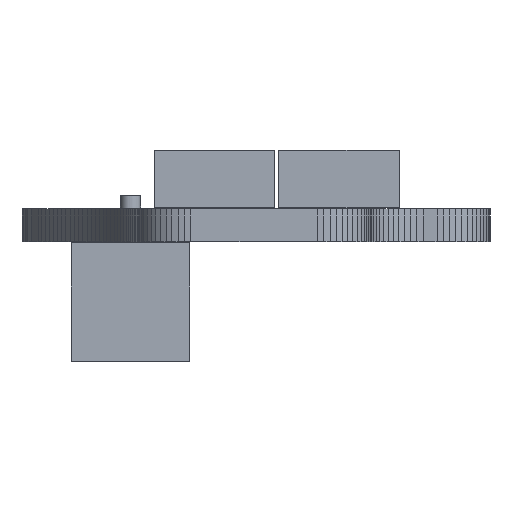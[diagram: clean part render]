
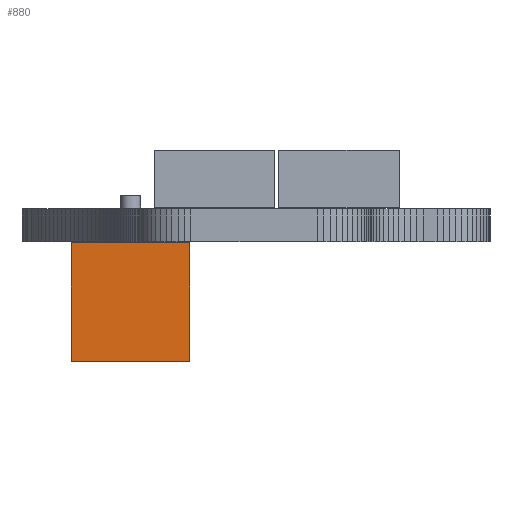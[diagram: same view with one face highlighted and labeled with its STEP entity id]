
A CAD part, front view. The second image highlights one B-rep face of the part: STEP entity #880.
In plain terms, the highlighted free-form (B-spline) face has degree [1, 1] with [2, 2] control points.
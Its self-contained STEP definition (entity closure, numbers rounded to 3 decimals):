
#730 = B_SPLINE_SURFACE_WITH_KNOTS('',1,1,(
    (#731,#732)
    ,(#733,#734
    )),.UNSPECIFIED.,.F.,.F.,.F.,(2,2),(2,2),(0.,2.024),(-2.28,0.),
  .PIECEWISE_BEZIER_KNOTS.);
#731 = CARTESIAN_POINT('',(-2.887,4.899,5.791));
#732 = CARTESIAN_POINT('',(-2.887,4.899,0.));
#733 = CARTESIAN_POINT('',(-2.887,-0.242,5.791));
#734 = CARTESIAN_POINT('',(-2.887,-0.242,0.));
#755 = B_SPLINE_SURFACE_WITH_KNOTS('',1,1,(
    (#756,#757)
    ,(#758,#759
    )),.UNSPECIFIED.,.F.,.F.,.F.,(2,2),(2,2),(-1.138,1.138),(
    -1.012,1.012),.PIECEWISE_BEZIER_KNOTS.);
#756 = CARTESIAN_POINT('',(-2.887,-0.242,5.791));
#757 = CARTESIAN_POINT('',(-2.887,4.899,5.791));
#758 = CARTESIAN_POINT('',(2.895,-0.242,5.791));
#759 = CARTESIAN_POINT('',(2.895,4.899,5.791));
#780 = B_SPLINE_SURFACE_WITH_KNOTS('',1,1,(
    (#781,#782)
    ,(#783,#784
    )),.UNSPECIFIED.,.F.,.F.,.F.,(2,2),(2,2),(0.,2.024),(-2.28,0.),
  .PIECEWISE_BEZIER_KNOTS.);
#781 = CARTESIAN_POINT('',(2.895,-0.242,5.791));
#782 = CARTESIAN_POINT('',(2.895,-0.242,0.));
#783 = CARTESIAN_POINT('',(2.895,4.899,5.791));
#784 = CARTESIAN_POINT('',(2.895,4.899,0.));
#803 = B_SPLINE_SURFACE_WITH_KNOTS('',1,1,(
    (#804,#805)
    ,(#806,#807
    )),.UNSPECIFIED.,.F.,.F.,.F.,(2,2),(2,2),(-1.138,1.138),(
    -1.012,1.012),.PIECEWISE_BEZIER_KNOTS.);
#804 = CARTESIAN_POINT('',(-2.887,-0.242,0.));
#805 = CARTESIAN_POINT('',(-2.887,4.899,0.));
#806 = CARTESIAN_POINT('',(2.895,-0.242,0.));
#807 = CARTESIAN_POINT('',(2.895,4.899,0.));
#819 = VERTEX_POINT('',#820);
#820 = CARTESIAN_POINT('',(2.895,4.899,5.791));
#838 = EDGE_CURVE('',#839,#819,#841,.T.);
#839 = VERTEX_POINT('',#840);
#840 = CARTESIAN_POINT('',(2.895,4.899,0.));
#841 = SURFACE_CURVE('',#842,(#845,#851),.PCURVE_S1.);
#842 = B_SPLINE_CURVE_WITH_KNOTS('',1,(#843,#844),.UNSPECIFIED.,.F.,.F.,
  (2,2),(0.,2.28),.PIECEWISE_BEZIER_KNOTS.);
#843 = CARTESIAN_POINT('',(2.895,4.899,0.));
#844 = CARTESIAN_POINT('',(2.895,4.899,5.791));
#845 = PCURVE('',#780,#846);
#846 = DEFINITIONAL_REPRESENTATION('',(#847),#850);
#847 = B_SPLINE_CURVE_WITH_KNOTS('',1,(#848,#849),.UNSPECIFIED.,.F.,.F.,
  (2,2),(0.,2.28),.PIECEWISE_BEZIER_KNOTS.);
#848 = CARTESIAN_POINT('',(2.024,0.));
#849 = CARTESIAN_POINT('',(2.024,-2.28));
#850 = ( GEOMETRIC_REPRESENTATION_CONTEXT(2) 
PARAMETRIC_REPRESENTATION_CONTEXT() REPRESENTATION_CONTEXT('2D SPACE',''
  ) );
#851 = PCURVE('',#852,#857);
#852 = B_SPLINE_SURFACE_WITH_KNOTS('',1,1,(
    (#853,#854)
    ,(#855,#856
    )),.UNSPECIFIED.,.F.,.F.,.F.,(2,2),(2,2),(0.,2.276),(-2.28,0.),
  .PIECEWISE_BEZIER_KNOTS.);
#853 = CARTESIAN_POINT('',(2.895,4.899,5.791));
#854 = CARTESIAN_POINT('',(2.895,4.899,0.));
#855 = CARTESIAN_POINT('',(-2.887,4.899,5.791));
#856 = CARTESIAN_POINT('',(-2.887,4.899,0.));
#857 = DEFINITIONAL_REPRESENTATION('',(#858),#861);
#858 = B_SPLINE_CURVE_WITH_KNOTS('',1,(#859,#860),.UNSPECIFIED.,.F.,.F.,
  (2,2),(0.,2.28),.PIECEWISE_BEZIER_KNOTS.);
#859 = CARTESIAN_POINT('',(0.,0.));
#860 = CARTESIAN_POINT('',(0.,-2.28));
#861 = ( GEOMETRIC_REPRESENTATION_CONTEXT(2) 
PARAMETRIC_REPRESENTATION_CONTEXT() REPRESENTATION_CONTEXT('2D SPACE',''
  ) );
#880 = ADVANCED_FACE('',(#881),#852,.F.);
#881 = FACE_BOUND('',#882,.F.);
#882 = EDGE_LOOP('',(#883,#884,#904,#924));
#883 = ORIENTED_EDGE('',*,*,#838,.T.);
#884 = ORIENTED_EDGE('',*,*,#885,.T.);
#885 = EDGE_CURVE('',#819,#886,#888,.T.);
#886 = VERTEX_POINT('',#887);
#887 = CARTESIAN_POINT('',(-2.887,4.899,5.791));
#888 = SURFACE_CURVE('',#889,(#892,#898),.PCURVE_S1.);
#889 = B_SPLINE_CURVE_WITH_KNOTS('',1,(#890,#891),.UNSPECIFIED.,.F.,.F.,
  (2,2),(0.,2.276),.PIECEWISE_BEZIER_KNOTS.);
#890 = CARTESIAN_POINT('',(2.895,4.899,5.791));
#891 = CARTESIAN_POINT('',(-2.887,4.899,5.791));
#892 = PCURVE('',#852,#893);
#893 = DEFINITIONAL_REPRESENTATION('',(#894),#897);
#894 = B_SPLINE_CURVE_WITH_KNOTS('',1,(#895,#896),.UNSPECIFIED.,.F.,.F.,
  (2,2),(0.,2.276),.PIECEWISE_BEZIER_KNOTS.);
#895 = CARTESIAN_POINT('',(0.,-2.28));
#896 = CARTESIAN_POINT('',(2.276,-2.28));
#897 = ( GEOMETRIC_REPRESENTATION_CONTEXT(2) 
PARAMETRIC_REPRESENTATION_CONTEXT() REPRESENTATION_CONTEXT('2D SPACE',''
  ) );
#898 = PCURVE('',#755,#899);
#899 = DEFINITIONAL_REPRESENTATION('',(#900),#903);
#900 = B_SPLINE_CURVE_WITH_KNOTS('',1,(#901,#902),.UNSPECIFIED.,.F.,.F.,
  (2,2),(0.,2.276),.PIECEWISE_BEZIER_KNOTS.);
#901 = CARTESIAN_POINT('',(1.138,1.012));
#902 = CARTESIAN_POINT('',(-1.138,1.012));
#903 = ( GEOMETRIC_REPRESENTATION_CONTEXT(2) 
PARAMETRIC_REPRESENTATION_CONTEXT() REPRESENTATION_CONTEXT('2D SPACE',''
  ) );
#904 = ORIENTED_EDGE('',*,*,#905,.F.);
#905 = EDGE_CURVE('',#906,#886,#908,.T.);
#906 = VERTEX_POINT('',#907);
#907 = CARTESIAN_POINT('',(-2.887,4.899,0.));
#908 = SURFACE_CURVE('',#909,(#912,#918),.PCURVE_S1.);
#909 = B_SPLINE_CURVE_WITH_KNOTS('',1,(#910,#911),.UNSPECIFIED.,.F.,.F.,
  (2,2),(0.,2.28),.PIECEWISE_BEZIER_KNOTS.);
#910 = CARTESIAN_POINT('',(-2.887,4.899,0.));
#911 = CARTESIAN_POINT('',(-2.887,4.899,5.791));
#912 = PCURVE('',#852,#913);
#913 = DEFINITIONAL_REPRESENTATION('',(#914),#917);
#914 = B_SPLINE_CURVE_WITH_KNOTS('',1,(#915,#916),.UNSPECIFIED.,.F.,.F.,
  (2,2),(0.,2.28),.PIECEWISE_BEZIER_KNOTS.);
#915 = CARTESIAN_POINT('',(2.276,0.));
#916 = CARTESIAN_POINT('',(2.276,-2.28));
#917 = ( GEOMETRIC_REPRESENTATION_CONTEXT(2) 
PARAMETRIC_REPRESENTATION_CONTEXT() REPRESENTATION_CONTEXT('2D SPACE',''
  ) );
#918 = PCURVE('',#730,#919);
#919 = DEFINITIONAL_REPRESENTATION('',(#920),#923);
#920 = B_SPLINE_CURVE_WITH_KNOTS('',1,(#921,#922),.UNSPECIFIED.,.F.,.F.,
  (2,2),(0.,2.28),.PIECEWISE_BEZIER_KNOTS.);
#921 = CARTESIAN_POINT('',(0.,0.));
#922 = CARTESIAN_POINT('',(0.,-2.28));
#923 = ( GEOMETRIC_REPRESENTATION_CONTEXT(2) 
PARAMETRIC_REPRESENTATION_CONTEXT() REPRESENTATION_CONTEXT('2D SPACE',''
  ) );
#924 = ORIENTED_EDGE('',*,*,#925,.F.);
#925 = EDGE_CURVE('',#839,#906,#926,.T.);
#926 = SURFACE_CURVE('',#927,(#930,#936),.PCURVE_S1.);
#927 = B_SPLINE_CURVE_WITH_KNOTS('',1,(#928,#929),.UNSPECIFIED.,.F.,.F.,
  (2,2),(0.,2.276),.PIECEWISE_BEZIER_KNOTS.);
#928 = CARTESIAN_POINT('',(2.895,4.899,0.));
#929 = CARTESIAN_POINT('',(-2.887,4.899,0.));
#930 = PCURVE('',#852,#931);
#931 = DEFINITIONAL_REPRESENTATION('',(#932),#935);
#932 = B_SPLINE_CURVE_WITH_KNOTS('',1,(#933,#934),.UNSPECIFIED.,.F.,.F.,
  (2,2),(0.,2.276),.PIECEWISE_BEZIER_KNOTS.);
#933 = CARTESIAN_POINT('',(0.,0.));
#934 = CARTESIAN_POINT('',(2.276,0.));
#935 = ( GEOMETRIC_REPRESENTATION_CONTEXT(2) 
PARAMETRIC_REPRESENTATION_CONTEXT() REPRESENTATION_CONTEXT('2D SPACE',''
  ) );
#936 = PCURVE('',#803,#937);
#937 = DEFINITIONAL_REPRESENTATION('',(#938),#941);
#938 = B_SPLINE_CURVE_WITH_KNOTS('',1,(#939,#940),.UNSPECIFIED.,.F.,.F.,
  (2,2),(0.,2.276),.PIECEWISE_BEZIER_KNOTS.);
#939 = CARTESIAN_POINT('',(1.138,1.012));
#940 = CARTESIAN_POINT('',(-1.138,1.012));
#941 = ( GEOMETRIC_REPRESENTATION_CONTEXT(2) 
PARAMETRIC_REPRESENTATION_CONTEXT() REPRESENTATION_CONTEXT('2D SPACE',''
  ) );
